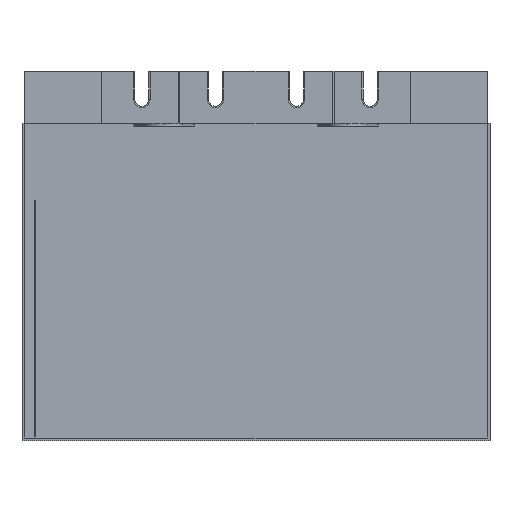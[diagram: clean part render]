
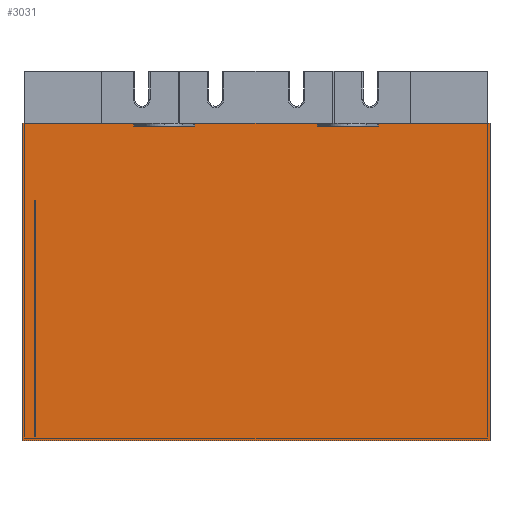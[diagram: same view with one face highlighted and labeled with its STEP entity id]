
A CAD part, left-side view. The second image highlights one B-rep face of the part: STEP entity #3031.
In plain terms, the highlighted planar face has unit normal (-1, 0, 0).
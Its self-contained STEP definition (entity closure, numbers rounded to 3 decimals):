
#2992=CARTESIAN_POINT('Axis2P3D Location',(-1.,368.,0.)) ;
#2997=CARTESIAN_POINT('Line Origine',(-1.,368.,125.)) ;
#3001=CARTESIAN_POINT('Vertex',(-1.,368.,0.)) ;
#3003=CARTESIAN_POINT('Vertex',(-1.,368.,250.)) ;
#3006=CARTESIAN_POINT('Line Origine',(-1.,183.5,0.)) ;
#3010=CARTESIAN_POINT('Vertex',(-1.,-1.,0.)) ;
#3013=CARTESIAN_POINT('Line Origine',(-1.,-1.,125.)) ;
#3017=CARTESIAN_POINT('Vertex',(-1.,-1.,250.)) ;
#3020=CARTESIAN_POINT('Line Origine',(-1.,183.5,250.)) ;
#2999=VECTOR('Line Direction',#2998,1.) ;
#3008=VECTOR('Line Direction',#3007,1.) ;
#3015=VECTOR('Line Direction',#3014,1.) ;
#3022=VECTOR('Line Direction',#3021,1.) ;
#2993=DIRECTION('Axis2P3D Direction',(-1.,0.,0.)) ;
#2994=DIRECTION('Axis2P3D XDirection',(0.,-1.,0.)) ;
#2998=DIRECTION('Vector Direction',(0.,0.,1.)) ;
#3007=DIRECTION('Vector Direction',(0.,-1.,0.)) ;
#3014=DIRECTION('Vector Direction',(0.,0.,1.)) ;
#3021=DIRECTION('Vector Direction',(0.,-1.,0.)) ;
#2995=AXIS2_PLACEMENT_3D('Plane Axis2P3D',#2992,#2993,#2994) ;
#3000=LINE('Line',#2997,#2999) ;
#3009=LINE('Line',#3006,#3008) ;
#3016=LINE('Line',#3013,#3015) ;
#3023=LINE('Line',#3020,#3022) ;
#2996=PLANE('',#2995) ;
#3005=EDGE_CURVE('',#3002,#3004,#3000,.T.) ;
#3012=EDGE_CURVE('',#3002,#3011,#3009,.T.) ;
#3019=EDGE_CURVE('',#3011,#3018,#3016,.T.) ;
#3024=EDGE_CURVE('',#3004,#3018,#3023,.T.) ;
#3026=ORIENTED_EDGE('',*,*,#3005,.F.) ;
#3027=ORIENTED_EDGE('',*,*,#3012,.T.) ;
#3028=ORIENTED_EDGE('',*,*,#3019,.T.) ;
#3029=ORIENTED_EDGE('',*,*,#3024,.F.) ;
#3025=EDGE_LOOP('',(#3026,#3027,#3028,#3029)) ;
#3002=VERTEX_POINT('',#3001) ;
#3004=VERTEX_POINT('',#3003) ;
#3011=VERTEX_POINT('',#3010) ;
#3018=VERTEX_POINT('',#3017) ;
#3031=ADVANCED_FACE('Paroi ext TSAC + filaire',(#3030),#2996,.T.) ;
#3030=FACE_OUTER_BOUND('',#3025,.T.) ;
